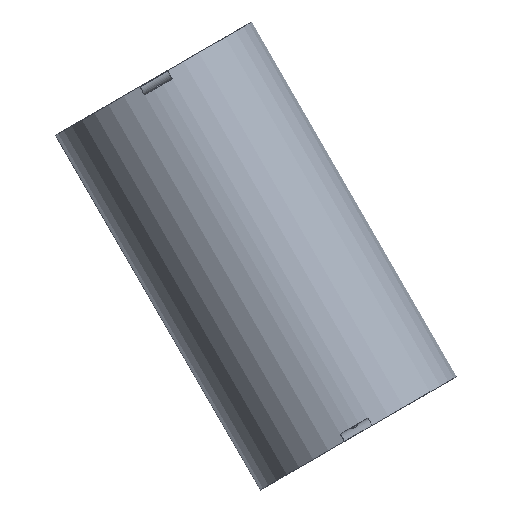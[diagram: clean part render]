
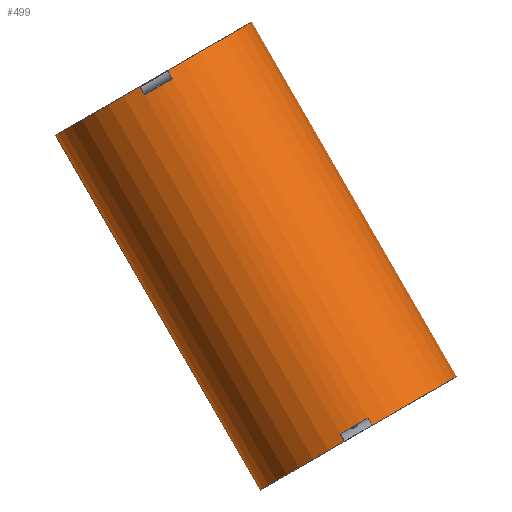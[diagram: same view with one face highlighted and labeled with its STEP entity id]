
A CAD part, front view. The second image highlights one B-rep face of the part: STEP entity #499.
In plain terms, the highlighted cylindrical face has radius 25 mm (diameter 50 mm), a full revolution.
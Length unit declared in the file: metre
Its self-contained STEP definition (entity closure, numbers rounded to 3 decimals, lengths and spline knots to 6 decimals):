
#33=CIRCLE('',#534,0.025);
#42=CIRCLE('',#551,0.025);
#43=CIRCLE('',#552,0.025);
#44=CIRCLE('',#553,0.025);
#45=CIRCLE('',#554,0.025);
#46=CIRCLE('',#555,0.025);
#47=CIRCLE('',#556,0.025);
#48=CIRCLE('',#557,0.025);
#108=ORIENTED_EDGE('',*,*,#245,.F.);
#109=ORIENTED_EDGE('',*,*,#246,.T.);
#110=ORIENTED_EDGE('',*,*,#247,.F.);
#111=ORIENTED_EDGE('',*,*,#213,.F.);
#112=ORIENTED_EDGE('',*,*,#248,.T.);
#113=ORIENTED_EDGE('',*,*,#249,.T.);
#114=ORIENTED_EDGE('',*,*,#250,.T.);
#115=ORIENTED_EDGE('',*,*,#251,.T.);
#116=ORIENTED_EDGE('',*,*,#252,.F.);
#117=ORIENTED_EDGE('',*,*,#243,.T.);
#118=ORIENTED_EDGE('',*,*,#253,.T.);
#119=ORIENTED_EDGE('',*,*,#238,.T.);
#120=ORIENTED_EDGE('',*,*,#254,.T.);
#121=ORIENTED_EDGE('',*,*,#236,.F.);
#122=ORIENTED_EDGE('',*,*,#255,.T.);
#123=ORIENTED_EDGE('',*,*,#231,.F.);
#213=EDGE_CURVE('',#285,#286,#33,.T.);
#231=EDGE_CURVE('',#302,#301,#341,.F.);
#236=EDGE_CURVE('',#305,#306,#344,.T.);
#238=EDGE_CURVE('',#307,#308,#346,.T.);
#243=EDGE_CURVE('',#311,#310,#350,.F.);
#245=EDGE_CURVE('',#312,#313,#352,.F.);
#246=EDGE_CURVE('',#312,#314,#42,.T.);
#247=EDGE_CURVE('',#286,#314,#353,.T.);
#248=EDGE_CURVE('',#285,#315,#354,.T.);
#249=EDGE_CURVE('',#315,#316,#43,.T.);
#250=EDGE_CURVE('',#316,#317,#355,.F.);
#251=EDGE_CURVE('',#317,#313,#44,.T.);
#252=EDGE_CURVE('',#311,#302,#45,.T.);
#253=EDGE_CURVE('',#310,#307,#46,.F.);
#254=EDGE_CURVE('',#308,#306,#47,.T.);
#255=EDGE_CURVE('',#305,#301,#48,.F.);
#285=VERTEX_POINT('',#764);
#286=VERTEX_POINT('',#766);
#301=VERTEX_POINT('',#811);
#302=VERTEX_POINT('',#814);
#305=VERTEX_POINT('',#824);
#306=VERTEX_POINT('',#826);
#307=VERTEX_POINT('',#830);
#308=VERTEX_POINT('',#831);
#310=VERTEX_POINT('',#838);
#311=VERTEX_POINT('',#840);
#312=VERTEX_POINT('',#844);
#313=VERTEX_POINT('',#845);
#314=VERTEX_POINT('',#847);
#315=VERTEX_POINT('',#850);
#316=VERTEX_POINT('',#852);
#317=VERTEX_POINT('',#854);
#341=LINE('',#815,#379);
#344=LINE('',#825,#382);
#346=LINE('',#829,#384);
#350=LINE('',#839,#388);
#352=LINE('',#843,#390);
#353=LINE('',#848,#391);
#354=LINE('',#849,#392);
#355=LINE('',#853,#393);
#379=VECTOR('',#630,1.);
#382=VECTOR('',#641,1.);
#384=VECTOR('',#645,1.);
#388=VECTOR('',#653,1.);
#390=VECTOR('',#657,1.);
#391=VECTOR('',#660,1.);
#392=VECTOR('',#661,1.);
#393=VECTOR('',#664,1.);
#411=EDGE_LOOP('',(#108,#109,#110,#111,#112,#113,#114,#115));
#412=EDGE_LOOP('',(#116,#117,#118,#119,#120,#121,#122,#123));
#449=FACE_BOUND('',#411,.T.);
#450=FACE_BOUND('',#412,.T.);
#482=CYLINDRICAL_SURFACE('',#550,0.025);
#499=ADVANCED_FACE('',(#449,#450),#482,.T.);
#534=AXIS2_PLACEMENT_3D('',#765,#602,#603);
#550=AXIS2_PLACEMENT_3D('',#842,#655,#656);
#551=AXIS2_PLACEMENT_3D('',#846,#658,#659);
#552=AXIS2_PLACEMENT_3D('',#851,#662,#663);
#553=AXIS2_PLACEMENT_3D('',#855,#665,#666);
#554=AXIS2_PLACEMENT_3D('',#856,#667,#668);
#555=AXIS2_PLACEMENT_3D('',#857,#669,#670);
#556=AXIS2_PLACEMENT_3D('',#858,#671,#672);
#557=AXIS2_PLACEMENT_3D('',#859,#673,#674);
#602=DIRECTION('',(0.5,0.,-0.866));
#603=DIRECTION('',(-0.866,0.,-0.5));
#630=DIRECTION('',(0.5,0.,-0.866));
#641=DIRECTION('',(0.5,0.,-0.866));
#645=DIRECTION('',(0.5,0.,-0.866));
#653=DIRECTION('',(0.5,0.,-0.866));
#655=DIRECTION('',(0.5,0.,-0.866));
#656=DIRECTION('',(-0.866,0.,-0.5));
#657=DIRECTION('',(0.5,0.,-0.866));
#658=DIRECTION('',(-0.5,0.,0.866));
#659=DIRECTION('',(0.866,0.,0.5));
#660=DIRECTION('',(0.5,0.,-0.866));
#661=DIRECTION('',(0.5,0.,-0.866));
#662=DIRECTION('',(-0.5,0.,0.866));
#663=DIRECTION('',(0.866,0.,0.5));
#664=DIRECTION('',(0.5,0.,-0.866));
#665=DIRECTION('',(-0.5,0.,0.866));
#666=DIRECTION('',(0.866,0.,0.5));
#667=DIRECTION('',(-0.5,0.,0.866));
#668=DIRECTION('',(0.866,0.,0.5));
#669=DIRECTION('',(-0.5,0.,0.866));
#670=DIRECTION('',(0.866,0.,0.5));
#671=DIRECTION('',(0.5,0.,-0.866));
#672=DIRECTION('',(-0.866,0.,-0.5));
#673=DIRECTION('',(-0.5,0.,0.866));
#674=DIRECTION('',(0.866,0.,0.5));
#764=CARTESIAN_POINT('',(0.081616,-0.024754,0.024986));
#765=CARTESIAN_POINT('',(0.078585,0.,0.023236));
#766=CARTESIAN_POINT('',(0.075554,-0.024754,0.021486));
#811=CARTESIAN_POINT('',(0.031469,0.024754,0.097843));
#814=CARTESIAN_POINT('',(0.032507,0.024754,0.096045));
#815=CARTESIAN_POINT('',(0.026469,0.024754,0.106503));
#824=CARTESIAN_POINT('',(0.031469,-0.024754,0.097843));
#825=CARTESIAN_POINT('',(0.026469,-0.024754,0.106503));
#826=CARTESIAN_POINT('',(0.032507,-0.024754,0.096045));
#829=CARTESIAN_POINT('',(0.032531,-0.024754,0.110003));
#830=CARTESIAN_POINT('',(0.037531,-0.024754,0.101343));
#831=CARTESIAN_POINT('',(0.038569,-0.024754,0.099545));
#838=CARTESIAN_POINT('',(0.037531,0.024754,0.101343));
#839=CARTESIAN_POINT('',(0.032531,0.024754,0.110003));
#840=CARTESIAN_POINT('',(0.038569,0.024754,0.099545));
#842=CARTESIAN_POINT('',(0.0295,0.,0.108253));
#843=CARTESIAN_POINT('',(0.026469,0.024754,0.106503));
#844=CARTESIAN_POINT('',(0.076469,0.024754,0.019901));
#845=CARTESIAN_POINT('',(0.075554,0.024754,0.021486));
#846=CARTESIAN_POINT('',(0.0795,0.,0.021651));
#847=CARTESIAN_POINT('',(0.076469,-0.024754,0.019901));
#848=CARTESIAN_POINT('',(0.026469,-0.024754,0.106503));
#849=CARTESIAN_POINT('',(0.032531,-0.024754,0.110003));
#850=CARTESIAN_POINT('',(0.082531,-0.024754,0.023401));
#851=CARTESIAN_POINT('',(0.0795,0.,0.021651));
#852=CARTESIAN_POINT('',(0.082531,0.024754,0.023401));
#853=CARTESIAN_POINT('',(0.032531,0.024754,0.110003));
#854=CARTESIAN_POINT('',(0.081616,0.024754,0.024986));
#855=CARTESIAN_POINT('',(0.078585,0.,0.023236));
#856=CARTESIAN_POINT('',(0.035538,0.,0.097795));
#857=CARTESIAN_POINT('',(0.0345,0.,0.099593));
#858=CARTESIAN_POINT('',(0.035538,0.,0.097795));
#859=CARTESIAN_POINT('',(0.0345,0.,0.099593));
